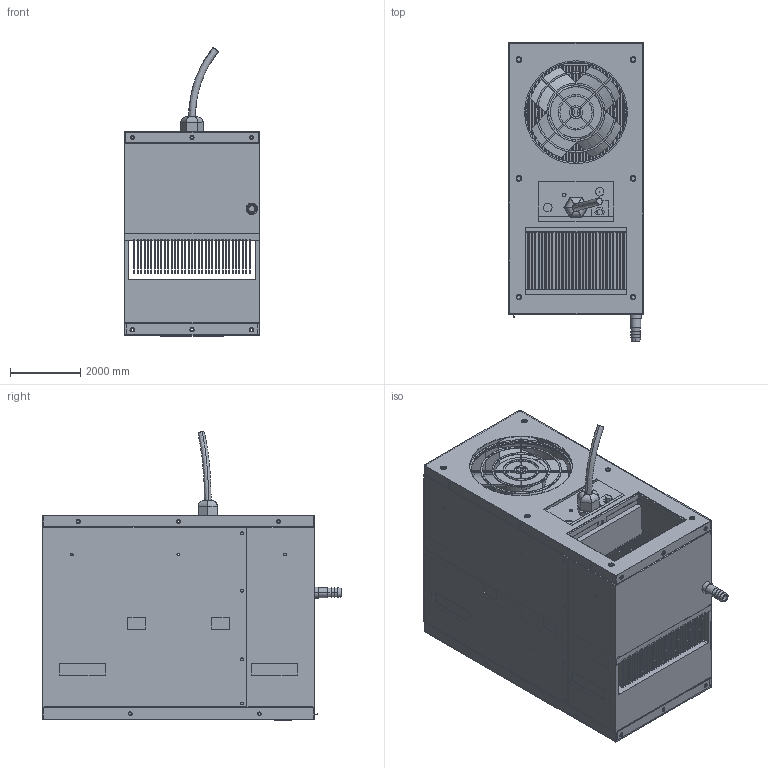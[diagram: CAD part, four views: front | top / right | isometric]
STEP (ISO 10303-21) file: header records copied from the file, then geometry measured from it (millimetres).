
FILE_DESCRIPTION (( 'STEP AP203' ), '1' );
FILE_NAME ('fhp-750.STEP', '2016-05-11T13:53:04', ( '' ), ( '' ), 'SwSTEP 2.0', 'SolidWorks 2016', '' );
FILE_SCHEMA (( 'CONFIG_CONTROL_DESIGN' ));
Length unit declared in the file: inch
Products named in the file (1): fhp-750
Bounding box: 3870.96 x 8516.11 x 8231.9 mm (x, y, z)
Surface area: 1181472110.2 mm2 (no closed solid volume)
Topology: 0 solids, 33 shells, 960 faces, 4353 edges, 3224 vertices
Faces by surface type: plane 568, cylinder 354, bspline 26, cone 8, torus 4
Entity records: 48111 total; most frequent: CARTESIAN_POINT 12998, DIRECTION 7009, ORIENTED_EDGE 6531, EDGE_CURVE 4352, VECTOR 3307, LINE 3307, VERTEX_POINT 3224, AXIS2_PLACEMENT_3D 1851
